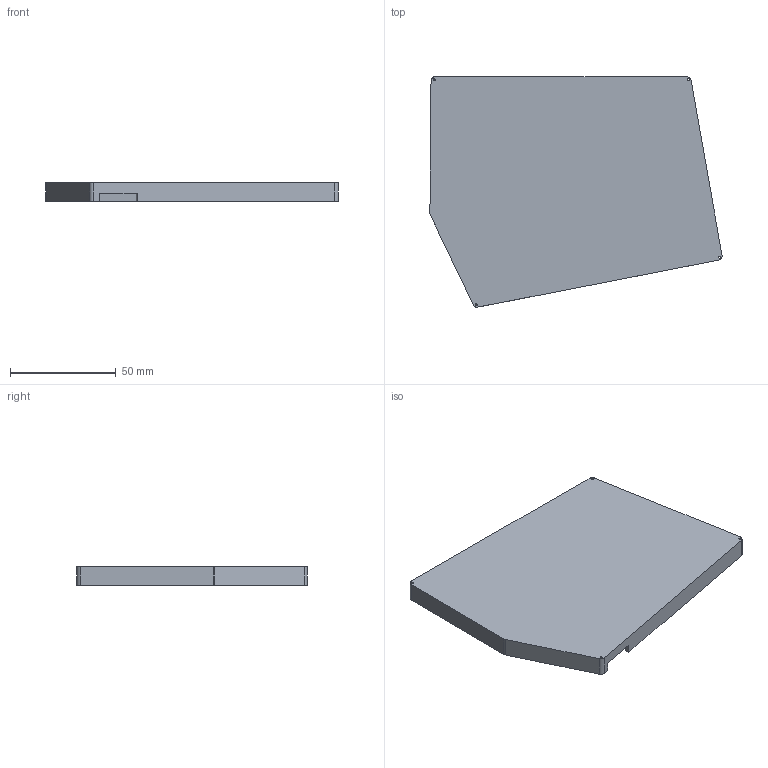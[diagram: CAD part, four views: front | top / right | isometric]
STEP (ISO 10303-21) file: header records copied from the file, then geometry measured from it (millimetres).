
FILE_DESCRIPTION(/* description */ ('KiCad electronic assembly'),/* implementation_level */ '2;1');
FILE_NAME(/* name */ 'right_bot.step',/* time_stamp */ '2026-01-28T22:04:26+05:30',/* author */ (''),/* organization */ (''),/* preprocessor_version */ 'ST-DEVELOPER v20.1',/* originating_system */ 'Autodesk Translation Framework v14.24.0.0',/* authorisation */ '');
FILE_SCHEMA (('AUTOMOTIVE_DESIGN { 1 0 10303 214 3 1 1 }'));
Length unit declared in the file: millimetre
Products named in the file (1): ergo_keeb_right 1
Bounding box: 138.44 x 109.22 x 9 mm (x, y, z)
Volume: 43639.4 mm3; surface area: 31903.4 mm2
Topology: 1 solids, 1 shells, 28 faces, 78 edges, 52 vertices
Faces by surface type: plane 19, cylinder 9
Full cylindrical faces by diameter (mm): 1 x4
Entity records: 949 total; most frequent: CARTESIAN_POINT 159, ORIENTED_EDGE 156, DIRECTION 154, EDGE_CURVE 78, LINE 60, VECTOR 60, VERTEX_POINT 52, AXIS2_PLACEMENT_3D 47
